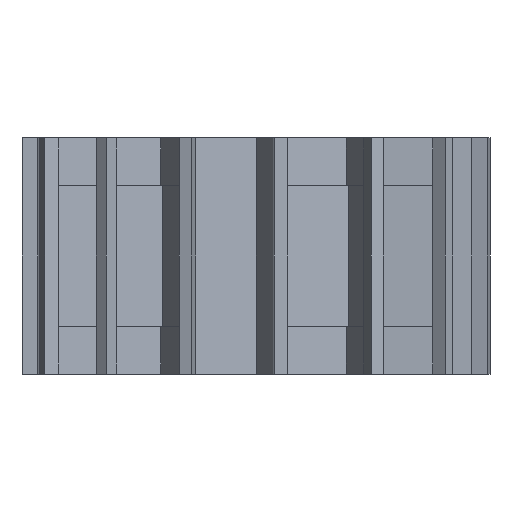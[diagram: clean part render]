
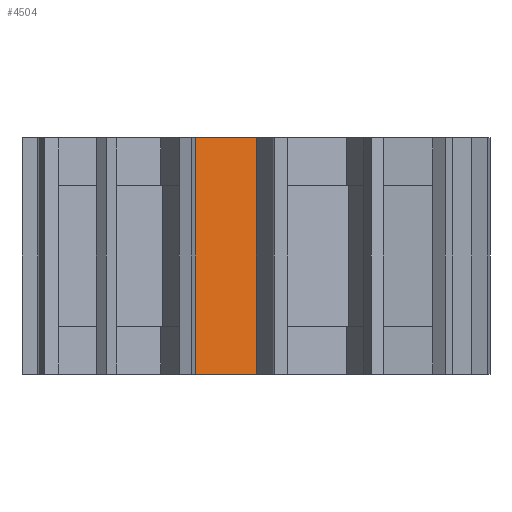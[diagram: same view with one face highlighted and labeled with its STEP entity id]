
A CAD part, front view. The second image highlights one B-rep face of the part: STEP entity #4504.
In plain terms, the highlighted planar face has unit normal (0.588, -0.809, 0).
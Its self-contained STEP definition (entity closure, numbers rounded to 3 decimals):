
#12 = AXIS2_PLACEMENT_3D ( 'NONE', #11884, #5222, #522 ) ;
#522 = DIRECTION ( 'NONE',  ( -0.809, -0.588, 0. ) ) ;
#568 = CARTESIAN_POINT ( 'NONE',  ( -19.72, -67.165, 37.5 ) ) ;
#594 = VERTEX_POINT ( 'NONE', #2019 ) ;
#796 = VECTOR ( 'NONE', #928, 1000. ) ;
#928 = DIRECTION ( 'NONE',  ( 0., 0., -1. ) ) ;
#2019 = CARTESIAN_POINT ( 'NONE',  ( -0.572, -53.253, 37.5 ) ) ;
#2212 = CARTESIAN_POINT ( 'NONE',  ( -19.72, -67.165, -37.5 ) ) ;
#2379 = PLANE ( 'NONE',  #12 ) ;
#2425 = ORIENTED_EDGE ( 'NONE', *, *, #11919, .T. ) ;
#2966 = VERTEX_POINT ( 'NONE', #11388 ) ;
#3035 = CARTESIAN_POINT ( 'NONE',  ( -0.572, -53.253, 37.5 ) ) ;
#3089 = CARTESIAN_POINT ( 'NONE',  ( -0.572, -53.253, -37.5 ) ) ;
#3416 = ORIENTED_EDGE ( 'NONE', *, *, #5011, .F. ) ;
#3820 = LINE ( 'NONE', #8689, #8888 ) ;
#4063 = LINE ( 'NONE', #2212, #10439 ) ;
#4405 = LINE ( 'NONE', #568, #8314 ) ;
#4464 = DIRECTION ( 'NONE',  ( 0., 0., -1. ) ) ;
#4504 = ADVANCED_FACE ( 'NONE', ( #7069 ), #2379, .F. ) ;
#5011 = EDGE_CURVE ( 'NONE', #594, #10382, #11305, .T. ) ;
#5222 = DIRECTION ( 'NONE',  ( -0.588, 0.809, 0. ) ) ;
#5431 = EDGE_CURVE ( 'NONE', #2966, #594, #3820, .T. ) ;
#5666 = DIRECTION ( 'NONE',  ( 0.809, 0.588, 0. ) ) ;
#6168 = EDGE_CURVE ( 'NONE', #2966, #6584, #4405, .T. ) ;
#6584 = VERTEX_POINT ( 'NONE', #10546 ) ;
#7069 = FACE_OUTER_BOUND ( 'NONE', #11904, .T. ) ;
#7819 = DIRECTION ( 'NONE',  ( 0.809, 0.588, 0. ) ) ;
#8314 = VECTOR ( 'NONE', #4464, 1000. ) ;
#8679 = ORIENTED_EDGE ( 'NONE', *, *, #6168, .T. ) ;
#8689 = CARTESIAN_POINT ( 'NONE',  ( -19.72, -67.165, 37.5 ) ) ;
#8888 = VECTOR ( 'NONE', #5666, 1000. ) ;
#10382 = VERTEX_POINT ( 'NONE', #3089 ) ;
#10439 = VECTOR ( 'NONE', #7819, 1000. ) ;
#10546 = CARTESIAN_POINT ( 'NONE',  ( -19.72, -67.165, -37.5 ) ) ;
#10654 = ORIENTED_EDGE ( 'NONE', *, *, #5431, .F. ) ;
#11305 = LINE ( 'NONE', #3035, #796 ) ;
#11388 = CARTESIAN_POINT ( 'NONE',  ( -19.72, -67.165, 37.5 ) ) ;
#11884 = CARTESIAN_POINT ( 'NONE',  ( -19.72, -67.165, 37.5 ) ) ;
#11904 = EDGE_LOOP ( 'NONE', ( #2425, #3416, #10654, #8679 ) ) ;
#11919 = EDGE_CURVE ( 'NONE', #6584, #10382, #4063, .T. ) ;
